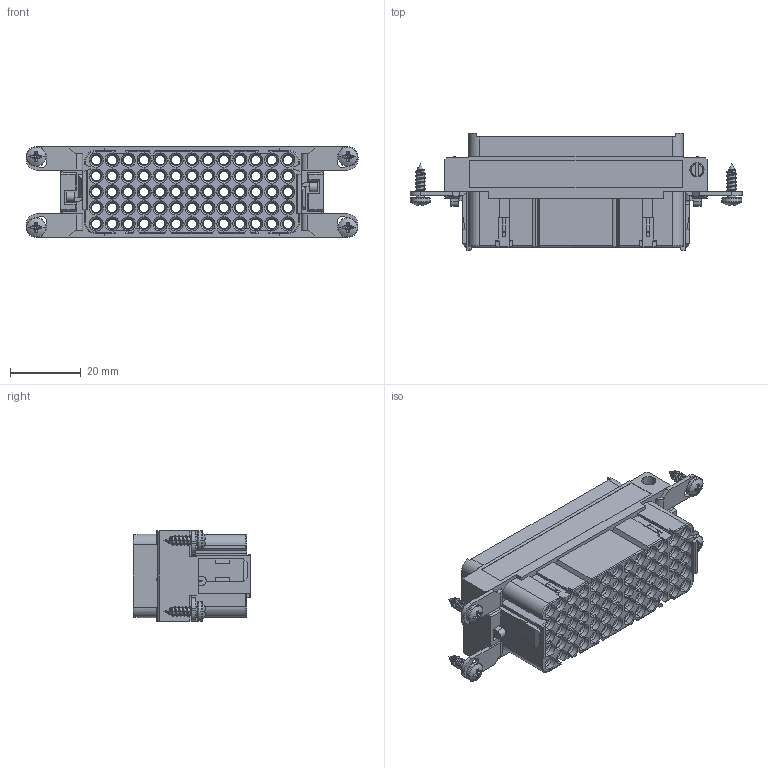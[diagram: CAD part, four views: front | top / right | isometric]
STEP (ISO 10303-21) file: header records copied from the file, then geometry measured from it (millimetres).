
FILE_DESCRIPTION(('Creo Elements/Direct Modeling STEP Export'),'2;1');
FILE_NAME('model.stp','2020-10-30T 6:52:41',(''),(''),'Creo Elements/Direct Modeling STEP processor for AP214 (Solid Model)','Creo Elements/Direct Modeling 20.1A 29-Sep-2018 (C) Parametric Technology GmbH','');
FILE_SCHEMA(('AUTOMOTIVE_DESIGN { 1 0 10303 214 1 1 1 1 }'));
Products named in the file (3): VC-D4-BU65-PE; SCHR.BLECH-DIN7981-CH2.9x9.5ZN.3
Assembly tree (5 placements, depth 2):
  VC-D4-BU65-PE
    SCHR.BLECH-DIN7981-CH2.9x9.5ZN.3  x4
    VC-D4-BU65-PE
Bounding box: 93.6 x 33 x 25.6 mm (x, y, z)
Volume: 30963.3 mm3; surface area: 32040.4 mm2
Topology: 5 solids, 5 shells, 2195 faces, 5734 edges, 3637 vertices
Faces by surface type: plane 1056, cylinder 702, cone 304, bspline 60, extrusion 33, torus 32, sphere 8
Entity records: 95245 total; most frequent: CARTESIAN_POINT 32086, ORIENTED_EDGE 10368, DIRECTION 8946, EDGE_CURVE 5184, VECTOR 3412, LINE 3379, VERTEX_POINT 3298, AXIS2_PLACEMENT_3D 2767
